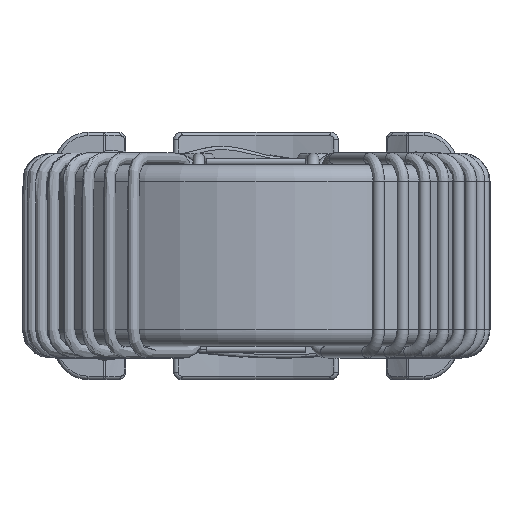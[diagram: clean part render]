
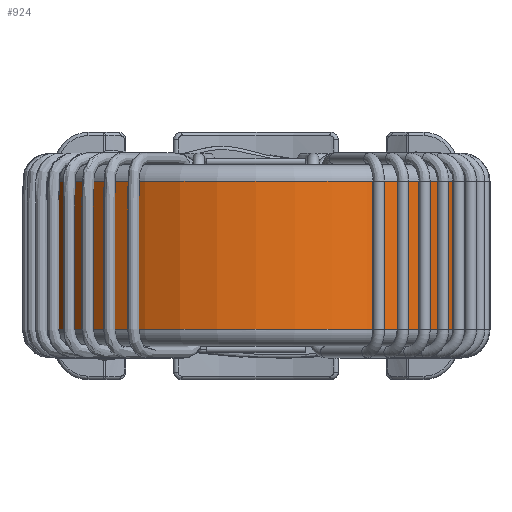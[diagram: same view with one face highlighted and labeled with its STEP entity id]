
A CAD part, top view. The second image highlights one B-rep face of the part: STEP entity #924.
In plain terms, the highlighted cylindrical face has radius 6.75 mm (diameter 13.5 mm), a full revolution.
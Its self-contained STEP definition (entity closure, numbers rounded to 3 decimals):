
#924 = ADVANCED_FACE( '', ( #2044, #2045 ), #2046, .T. );
#2044 = FACE_OUTER_BOUND( '', #5813, .T. );
#2045 = FACE_OUTER_BOUND( '', #5814, .T. );
#2046 = CYLINDRICAL_SURFACE( '', #5815, 6.75 );
#5813 = EDGE_LOOP( '', ( #48652 ) );
#5814 = EDGE_LOOP( '', ( #48653 ) );
#5815 = AXIS2_PLACEMENT_3D( '', #48654, #48655, #48656 );
#48652 = ORIENTED_EDGE( '', *, *, #51419, .T. );
#48653 = ORIENTED_EDGE( '', *, *, #51420, .T. );
#48654 = CARTESIAN_POINT( '', ( 0., -2.75, 7.9 ) );
#48655 = DIRECTION( '', ( 0., -1., 0. ) );
#48656 = DIRECTION( '', ( 0., 0., 1. ) );
#51419 = EDGE_CURVE( '', #53019, #53019, #53020, .F. );
#51420 = EDGE_CURVE( '', #53021, #53021, #53022, .T. );
#53019 = VERTEX_POINT( '', #56783 );
#53020 = CIRCLE( '', #56784, 6.75 );
#53021 = VERTEX_POINT( '', #56785 );
#53022 = CIRCLE( '', #56786, 6.75 );
#56783 = CARTESIAN_POINT( '', ( 0., 2.25, 14.65 ) );
#56784 = AXIS2_PLACEMENT_3D( '', #59701, #59702, #59703 );
#56785 = CARTESIAN_POINT( '', ( 0., -2.25, 14.65 ) );
#56786 = AXIS2_PLACEMENT_3D( '', #59704, #59705, #59706 );
#59701 = CARTESIAN_POINT( '', ( 0., 2.25, 7.9 ) );
#59702 = DIRECTION( '', ( 0., 1., 0. ) );
#59703 = DIRECTION( '', ( 0., 0., 1. ) );
#59704 = CARTESIAN_POINT( '', ( 0., -2.25, 7.9 ) );
#59705 = DIRECTION( '', ( 0., 1., 0. ) );
#59706 = DIRECTION( '', ( 0., 0., 1. ) );
